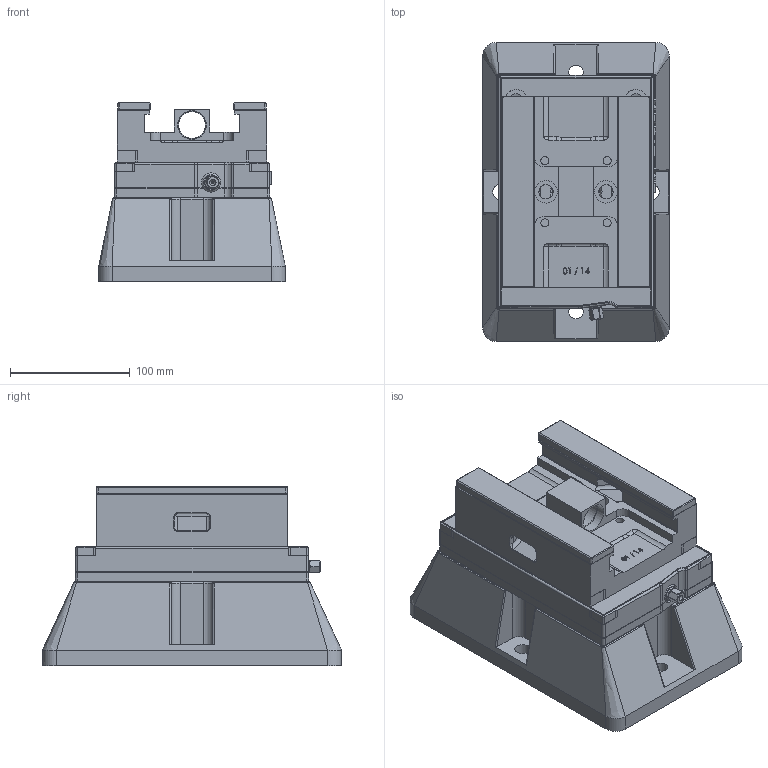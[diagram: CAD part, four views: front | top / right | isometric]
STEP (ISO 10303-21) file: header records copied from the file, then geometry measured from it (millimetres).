
FILE_DESCRIPTION((''),'2;1');
FILE_NAME('WNT fixe.stp','2019-11-07T15:48:23',(''),(''),'STEP Write','Mastercam 2020 ... CNC Software, Inc.','');
FILE_SCHEMA(('AUTOMOTIVE_DESIGN'));
Length unit declared in the file: millimetre
Products named in the file (1): None
Bounding box: 156 x 250 x 150 mm (x, y, z)
Volume: 3380473.8 mm3; surface area: 266277.7 mm2
Topology: 1 solids, 15 shells, 1218 faces, 3175 edges, 2052 vertices
Faces by surface type: plane 671, cylinder 331, bspline 88, cone 66, torus 54, sphere 8
Full cylindrical faces by diameter (mm): 2.5 x1, 3.3 x4, 6.8 x4, 7.7 x1, 8.5 x5, 9 x4, 9.8 x1, 10 x3, 10.2 x6, 10.4 x1, 12 x24, 13 x4, 14 x4, 16 x4, 16.2 x2, 18 x5, 19 x8, 22.5 x1, 24 x2, 25 x3
Entity records: 40805 total; most frequent: CARTESIAN_POINT 11181, ORIENTED_EDGE 5886, DIRECTION 5619, EDGE_CURVE 2943, VERTEX_POINT 1964, AXIS2_PLACEMENT_3D 1887, VECTOR 1845, LINE 1845
